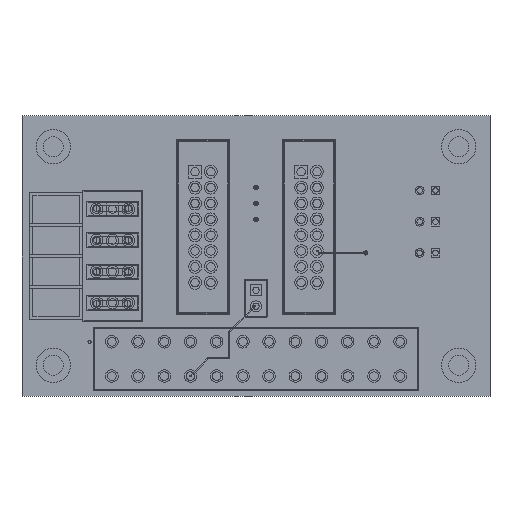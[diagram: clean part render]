
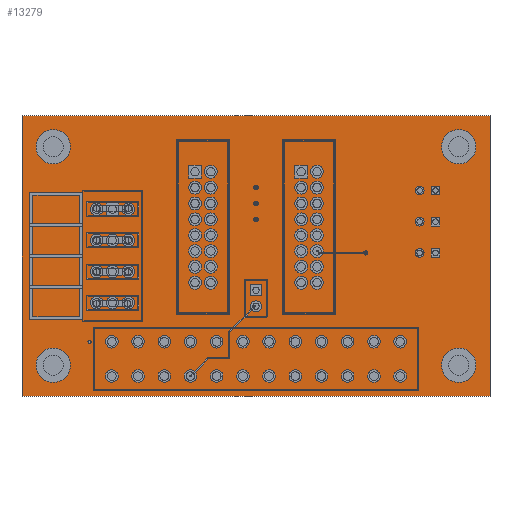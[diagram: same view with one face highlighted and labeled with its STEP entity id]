
A CAD part, top view. The second image highlights one B-rep face of the part: STEP entity #13279.
In plain terms, the highlighted planar face has unit normal (0, 0, 1).
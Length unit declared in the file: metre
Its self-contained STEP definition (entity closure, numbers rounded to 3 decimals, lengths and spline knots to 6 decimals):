
#12293 = EDGE_CURVE( '', #21918, #21919, #21920, .T. );
#13279 = ADVANCED_FACE( '', ( #23537 ), #23538, .F. );
#14765 = EDGE_CURVE( '', #25842, #21918, #25843, .T. );
#15783 = EDGE_CURVE( '', #25755, #25842, #27339, .T. );
#16213 = EDGE_CURVE( '', #21919, #25755, #27966, .T. );
#21918 = VERTEX_POINT( '', #32762 );
#21919 = VERTEX_POINT( '', #32763 );
#21920 = LINE( '', #32764, #32765 );
#23537 = FACE_OUTER_BOUND( '', #34795, .T. );
#23538 = PLANE( '', #34796 );
#25755 = VERTEX_POINT( '', #37671 );
#25842 = VERTEX_POINT( '', #37779 );
#25843 = LINE( '', #37780, #37781 );
#27339 = LINE( '', #39727, #39728 );
#27966 = LINE( '', #40544, #40545 );
#32762 = CARTESIAN_POINT( '', ( 0., 0.045, -0.000035 ) );
#32763 = CARTESIAN_POINT( '', ( 0., 0., -0.000035 ) );
#32764 = CARTESIAN_POINT( '', ( 0., 0.045, -0.000035 ) );
#32765 = VECTOR( '', #46498, 1. );
#34795 = EDGE_LOOP( '', ( #48468, #48469, #48470, #48471 ) );
#34796 = AXIS2_PLACEMENT_3D( '', #48472, #48473, #48474 );
#37671 = CARTESIAN_POINT( '', ( 0.075, 0., -0.000035 ) );
#37779 = CARTESIAN_POINT( '', ( 0.075, 0.045, -0.000035 ) );
#37780 = CARTESIAN_POINT( '', ( 0.075, 0.045, -0.000035 ) );
#37781 = VECTOR( '', #51265, 1. );
#39727 = CARTESIAN_POINT( '', ( 0.075, 0., -0.000035 ) );
#39728 = VECTOR( '', #53232, 1. );
#40544 = CARTESIAN_POINT( '', ( 0., 0., -0.000035 ) );
#40545 = VECTOR( '', #54035, 1. );
#46498 = DIRECTION( '', ( 0., -1., 0. ) );
#48468 = ORIENTED_EDGE( '', *, *, #16213, .T. );
#48469 = ORIENTED_EDGE( '', *, *, #15783, .T. );
#48470 = ORIENTED_EDGE( '', *, *, #14765, .T. );
#48471 = ORIENTED_EDGE( '', *, *, #12293, .T. );
#48472 = CARTESIAN_POINT( '', ( 0., 0., -0.000035 ) );
#48473 = DIRECTION( '', ( 0., 0., -1. ) );
#48474 = DIRECTION( '', ( 0., -1., 0. ) );
#51265 = DIRECTION( '', ( -1., 0., 0. ) );
#53232 = DIRECTION( '', ( 0., 1., 0. ) );
#54035 = DIRECTION( '', ( 1., 0., 0. ) );
